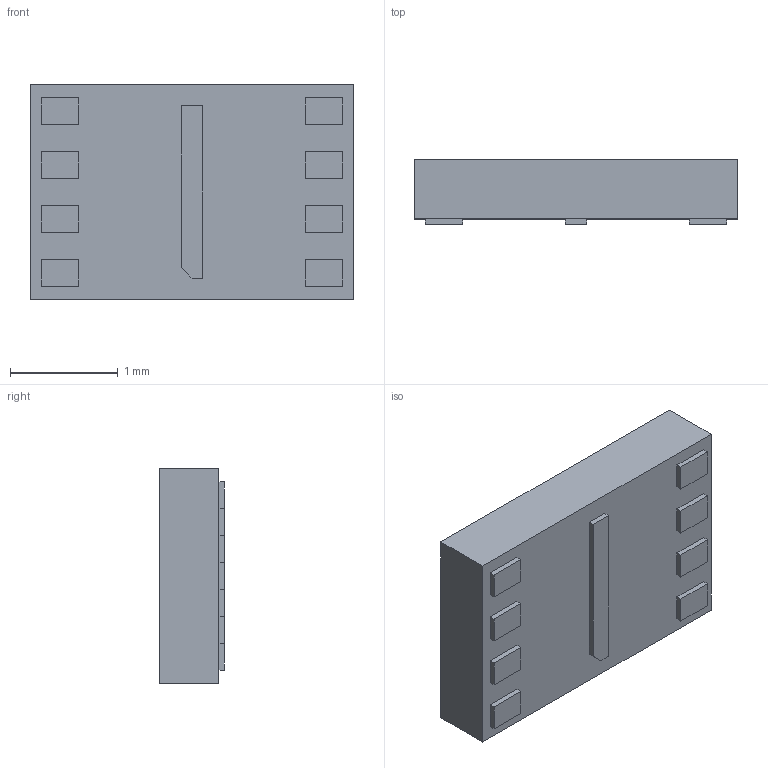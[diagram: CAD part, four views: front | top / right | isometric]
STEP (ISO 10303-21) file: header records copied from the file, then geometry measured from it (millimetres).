
FILE_DESCRIPTION(('FreeCAD Model'),'2;1');
FILE_NAME('Open CASCADE Shape Model','2024-04-08T10:07:35',('Author'),( ''),'Open CASCADE STEP processor 7.6','FreeCAD','Unknown');
FILE_SCHEMA(('AUTOMOTIVE_DESIGN { 1 0 10303 214 1 1 1 1 }'));
Length unit declared in the file: millimetre
Products named in the file (1): Fusion
Bounding box: 3 x 0.6 x 2 mm (x, y, z)
Volume: 3.4 mm3; surface area: 18.2 mm2
Topology: 1 solids, 1 shells, 53 faces, 125 edges, 84 vertices
Faces by surface type: plane 53
Entity records: 1570 total; most frequent: CARTESIAN_POINT 263, ORIENTED_EDGE 250, DIRECTION 235, EDGE_CURVE 125, LINE 123, VECTOR 123, VERTEX_POINT 84, FACE_BOUND 63
